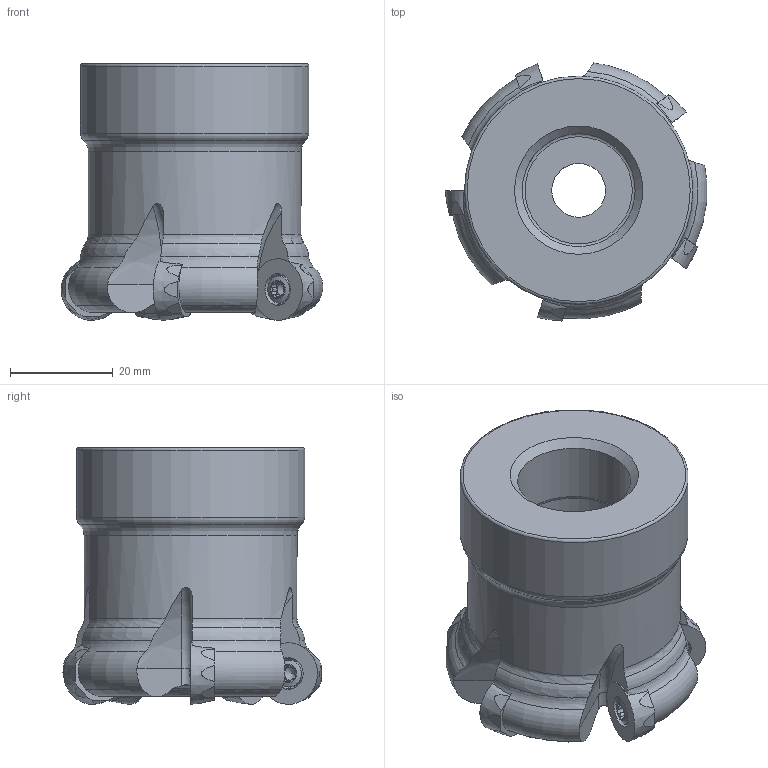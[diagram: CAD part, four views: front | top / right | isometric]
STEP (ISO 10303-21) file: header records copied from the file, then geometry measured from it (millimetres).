
FILE_DESCRIPTION(/* description */ (''),/* implementation_level */ '2;1');
FILE_NAME(/* name */ '1542870754351.stp',/* time_stamp */ '2018-11-22T12:42:48+05:00',/* author */ (''),/* organization */ ('SMS'),/* preprocessor_version */ 'ST-DEVELOPER v15',/* originating_system */ 'SIEMENS PLM Software NX 8.5',/* authorisation */ '');
FILE_SCHEMA (('AUTOMOTIVE_DESIGN { 1 0 10303 214 3 1 1 1 }'));
Length unit declared in the file: millimetre
Products named in the file (4): ASSEMBLY_CONSTRUCTION; 201852526mod000_00; 201906253mod000_00; 201906353mod000_00
Assembly tree (7 placements, depth 2):
  201906353mod000_00
    201906253mod000_00
    201852526mod000_00  x5
    ASSEMBLY_CONSTRUCTION
Bounding box: 50.95 x 50.27 x 50.01 mm (x, y, z)
Volume: 56026.7 mm3; surface area: 15297.9 mm2
Topology: 6 solids, 6 shells, 394 faces, 1022 edges, 666 vertices
Faces by surface type: plane 167, cone 73, extrusion 60, torus 58, cylinder 31, sphere 5
Full cylindrical faces by diameter (mm): 3.5 x5, 4 x5, 5.25 x5, 10.5 x1, 17.15 x1, 22.01 x1, 22.5 x1, 41.48 x1, 44.48 x1
Entity records: 13528 total; most frequent: CARTESIAN_POINT 5423, ORIENTED_EDGE 1624, DIRECTION 1597, EDGE_CURVE 812, AXIS2_PLACEMENT_3D 662, VERTEX_POINT 544, EDGE_LOOP 403, ADVANCED_FACE 338
